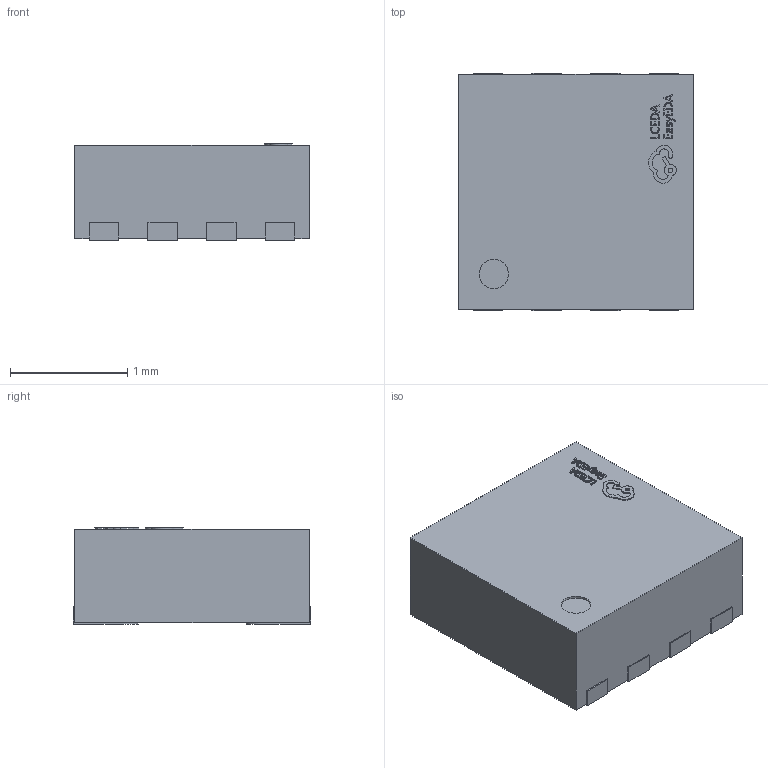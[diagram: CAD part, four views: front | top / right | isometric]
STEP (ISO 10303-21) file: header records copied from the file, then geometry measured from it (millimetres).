
FILE_DESCRIPTION (( 'STEP AP214' ), '1' );
FILE_NAME ('TDFN8P050.STEP', '2022-07-22T14:21:16', ( '' ), ( '' ), 'SwSTEP 2.0', 'SolidWorks 2017', '' );
FILE_SCHEMA (( 'AUTOMOTIVE_DESIGN' ));
Length unit declared in the file: millimetre
Products named in the file (4): U1; TDFN-8L_L2.0-W2.0-P0.50-LS2.0-BL-EP; SOLID_1; TDFN8P050
Assembly tree (3 placements, depth 4):
  TDFN8P050
    U1
      TDFN-8L_L2.0-W2.0-P0.50-LS2.0-BL-EP
        SOLID_1
Bounding box: 2 x 2.02 x 0.82 mm (x, y, z)
Volume: 3.2 mm3; surface area: 14.7 mm2
Topology: 1 solids, 1 shells, 335 faces, 926 edges, 620 vertices
Faces by surface type: plane 213, bspline 112, cylinder 10
Entity records: 15556 total; most frequent: CARTESIAN_POINT 4016, ORIENTED_EDGE 1852, DIRECTION 1139, EDGE_CURVE 926, VECTOR 669, LINE 669, VERTEX_POINT 620, EDGE_LOOP 362
